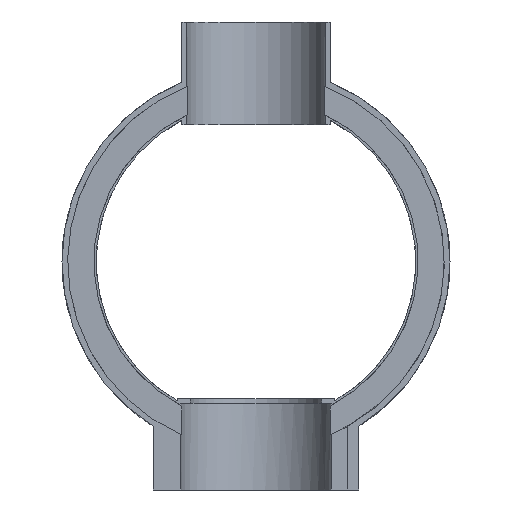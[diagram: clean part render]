
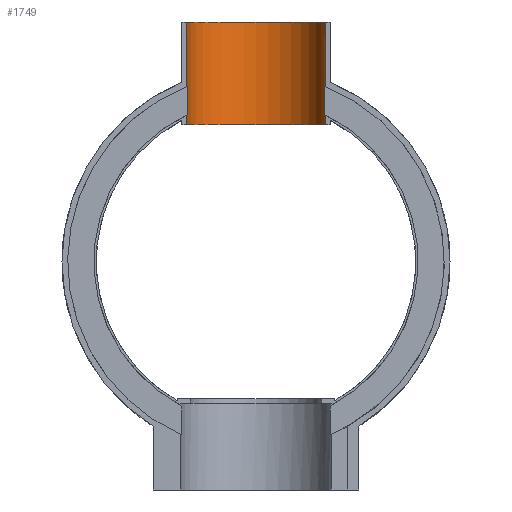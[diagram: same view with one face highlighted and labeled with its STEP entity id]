
A CAD part, front view. The second image highlights one B-rep face of the part: STEP entity #1749.
In plain terms, the highlighted cylindrical face has radius 30.5 mm (diameter 61 mm), a partial arc.
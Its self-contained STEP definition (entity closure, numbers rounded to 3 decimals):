
#315=CARTESIAN_POINT('',(30.5,0.,64.115));
#316=CARTESIAN_POINT('',(30.5,0.668,64.115));
#317=CARTESIAN_POINT('',(30.456,2.003,64.136));
#318=CARTESIAN_POINT('',(30.258,4.005,64.23));
#319=CARTESIAN_POINT('',(30.037,5.336,64.333));
#320=CARTESIAN_POINT('',(29.904,6.,64.395));
#334=CARTESIAN_POINT('',(-29.904,6.,64.395));
#335=CARTESIAN_POINT('',(-30.037,5.336,64.333));
#336=CARTESIAN_POINT('',(-30.258,4.005,64.23));
#337=CARTESIAN_POINT('',(-30.456,2.003,64.136));
#338=CARTESIAN_POINT('',(-30.5,0.668,64.115));
#339=CARTESIAN_POINT('',(-30.5,0.,64.115));
#346=DIRECTION('',(0.,0.,1.));
#347=VECTOR('',#346,12.494);
#348=CARTESIAN_POINT('',(29.904,6.,64.395));
#349=LINE('',#348,#347);
#350=DIRECTION('',(0.,0.,-1.));
#351=VECTOR('',#350,4.115);
#352=CARTESIAN_POINT('',(30.5,0.,64.115));
#353=LINE('',#352,#351);
#354=CARTESIAN_POINT('',(0.,0.,60.));
#355=DIRECTION('',(0.,0.,1.));
#356=DIRECTION('',(1.,0.,0.));
#357=AXIS2_PLACEMENT_3D('',#354,#355,#356);
#359=DIRECTION('',(0.,0.,1.));
#360=VECTOR('',#359,4.115);
#361=CARTESIAN_POINT('',(-30.5,0.,60.));
#362=LINE('',#361,#360);
#363=DIRECTION('',(0.,0.,1.));
#364=VECTOR('',#363,12.494);
#365=CARTESIAN_POINT('',(-29.904,6.,64.395));
#366=LINE('',#365,#364);
#367=DIRECTION('',(0.,0.,1.));
#368=VECTOR('',#367,28.345);
#369=CARTESIAN_POINT('',(-30.5,0.,76.655));
#370=LINE('',#369,#368);
#371=DIRECTION('',(0.,0.,-1.));
#372=VECTOR('',#371,28.345);
#373=CARTESIAN_POINT('',(30.5,0.,105.));
#374=LINE('',#373,#372);
#430=CARTESIAN_POINT('',(0.,0.,105.));
#431=DIRECTION('',(0.,0.,-1.));
#432=DIRECTION('',(-1.,0.,0.));
#433=AXIS2_PLACEMENT_3D('',#430,#431,#432);
#575=CARTESIAN_POINT('',(-30.5,0.,76.655));
#576=CARTESIAN_POINT('',(-30.5,0.669,76.655));
#577=CARTESIAN_POINT('',(-30.456,2.006,76.673));
#578=CARTESIAN_POINT('',(-30.258,4.009,76.751));
#579=CARTESIAN_POINT('',(-30.037,5.337,76.838));
#580=CARTESIAN_POINT('',(-29.904,6.,76.89));
#615=CARTESIAN_POINT('',(29.904,6.,76.89));
#616=CARTESIAN_POINT('',(30.037,5.337,76.838));
#617=CARTESIAN_POINT('',(30.258,4.009,76.751));
#618=CARTESIAN_POINT('',(30.456,2.006,76.673));
#619=CARTESIAN_POINT('',(30.5,0.669,76.655));
#620=CARTESIAN_POINT('',(30.5,0.,76.655));
#987=CARTESIAN_POINT('',(-30.5,0.,105.));
#988=VERTEX_POINT('',#987);
#989=CARTESIAN_POINT('',(30.5,0.,105.));
#990=VERTEX_POINT('',#989);
#991=CARTESIAN_POINT('',(-30.5,0.,76.655));
#992=VERTEX_POINT('',#991);
#993=CARTESIAN_POINT('',(30.5,0.,76.655));
#994=VERTEX_POINT('',#993);
#1118=CARTESIAN_POINT('',(30.5,0.,60.));
#1119=VERTEX_POINT('',#1118);
#1120=CARTESIAN_POINT('',(-30.5,0.,60.));
#1121=VERTEX_POINT('',#1120);
#1122=CARTESIAN_POINT('',(-30.5,0.,64.115));
#1123=VERTEX_POINT('',#1122);
#1124=CARTESIAN_POINT('',(30.5,0.,64.115));
#1125=VERTEX_POINT('',#1124);
#1166=CARTESIAN_POINT('',(29.904,6.,64.395));
#1167=CARTESIAN_POINT('',(29.904,6.,76.89));
#1168=VERTEX_POINT('',#1166);
#1169=VERTEX_POINT('',#1167);
#1170=CARTESIAN_POINT('',(-29.904,6.,64.395));
#1171=CARTESIAN_POINT('',(-29.904,6.,76.89));
#1172=VERTEX_POINT('',#1170);
#1173=VERTEX_POINT('',#1171);
#1726=CARTESIAN_POINT('',(0.,0.,100.));
#1727=DIRECTION('',(0.,0.,1.));
#1728=DIRECTION('',(1.,0.,0.));
#1729=AXIS2_PLACEMENT_3D('',#1726,#1727,#1728);
#1730=CYLINDRICAL_SURFACE('',#1729,30.5);
#1731=ORIENTED_EDGE('',*,*,#1701,.F.);
#1732=ORIENTED_EDGE('',*,*,#1676,.F.);
#1733=ORIENTED_EDGE('',*,*,#1613,.T.);
#1735=ORIENTED_EDGE('',*,*,#1734,.T.);
#1736=ORIENTED_EDGE('',*,*,#1573,.T.);
#1737=ORIENTED_EDGE('',*,*,#1690,.F.);
#1738=ORIENTED_EDGE('',*,*,#1716,.T.);
#1740=ORIENTED_EDGE('',*,*,#1739,.F.);
#1741=ORIENTED_EDGE('',*,*,#1633,.T.);
#1743=ORIENTED_EDGE('',*,*,#1742,.T.);
#1744=ORIENTED_EDGE('',*,*,#1651,.T.);
#1746=ORIENTED_EDGE('',*,*,#1745,.F.);
#1747=EDGE_LOOP('',(#1731,#1732,#1733,#1735,#1736,#1737,#1738,#1740,#1741,#1743,
#1744,#1746));
#1748=FACE_OUTER_BOUND('',#1747,.F.);
#1749=ADVANCED_FACE('',(#1748),#1730,.F.);
#321=B_SPLINE_CURVE_WITH_KNOTS('',3,(#315,#316,#317,#318,#319,#320),
.UNSPECIFIED.,.F.,.F.,(4,1,1,4),(0.,0.333,0.667,1.),
.UNSPECIFIED.);
#340=B_SPLINE_CURVE_WITH_KNOTS('',3,(#334,#335,#336,#337,#338,#339),
.UNSPECIFIED.,.F.,.F.,(4,1,1,4),(0.,0.333,0.667,1.),
.UNSPECIFIED.);
#358=CIRCLE('',#357,30.5);
#434=CIRCLE('',#433,30.5);
#581=B_SPLINE_CURVE_WITH_KNOTS('',3,(#575,#576,#577,#578,#579,#580),
.UNSPECIFIED.,.F.,.F.,(4,1,1,4),(0.,0.333,0.667,1.),
.UNSPECIFIED.);
#621=B_SPLINE_CURVE_WITH_KNOTS('',3,(#615,#616,#617,#618,#619,#620),
.UNSPECIFIED.,.F.,.F.,(4,1,1,4),(0.,0.333,0.667,1.),
.UNSPECIFIED.);
#1573=EDGE_CURVE('',#1121,#1123,#362,.T.);
#1613=EDGE_CURVE('',#1125,#1119,#353,.T.);
#1633=EDGE_CURVE('',#992,#988,#370,.T.);
#1651=EDGE_CURVE('',#990,#994,#374,.T.);
#1676=EDGE_CURVE('',#1125,#1168,#321,.T.);
#1690=EDGE_CURVE('',#1172,#1123,#340,.T.);
#1701=EDGE_CURVE('',#1168,#1169,#349,.T.);
#1716=EDGE_CURVE('',#1172,#1173,#366,.T.);
#1734=EDGE_CURVE('',#1119,#1121,#358,.T.);
#1739=EDGE_CURVE('',#992,#1173,#581,.T.);
#1742=EDGE_CURVE('',#988,#990,#434,.T.);
#1745=EDGE_CURVE('',#1169,#994,#621,.T.);
